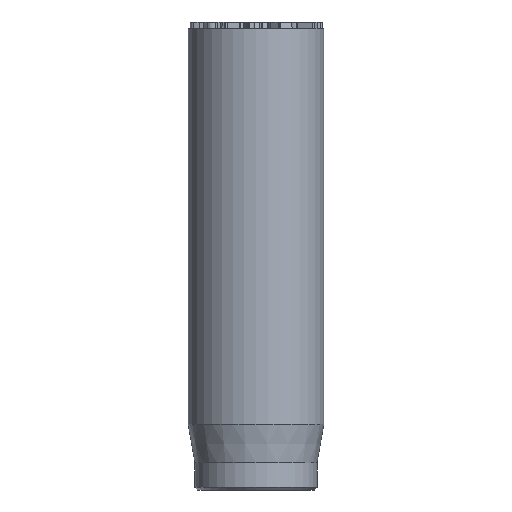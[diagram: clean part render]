
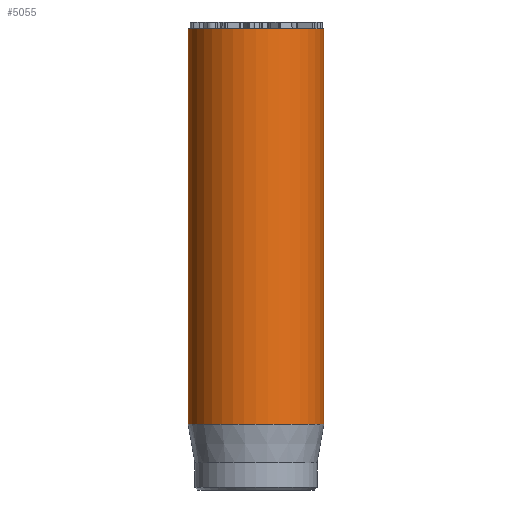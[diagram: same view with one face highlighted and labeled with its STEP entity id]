
A CAD part, front view. The second image highlights one B-rep face of the part: STEP entity #5055.
In plain terms, the highlighted cylindrical face has radius 2.5 mm (diameter 5 mm), a full revolution.
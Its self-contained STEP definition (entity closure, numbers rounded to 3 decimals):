
#32=CYLINDRICAL_SURFACE('',#5258,2.5);
#46=CIRCLE('',#5221,2.5);
#62=CIRCLE('',#5256,2.5);
#63=CIRCLE('',#5257,2.5);
#468=FACE_OUTER_BOUND('',#777,.T.);
#777=EDGE_LOOP('',(#4522,#4523,#4524,#4525,#4526));
#1154=LINE('',#9596,#1539);
#1539=VECTOR('',#5882,2.5);
#2345=VERTEX_POINT('',#9531);
#2361=VERTEX_POINT('',#9590);
#2362=VERTEX_POINT('',#9591);
#3063=EDGE_CURVE('',#2345,#2345,#46,.T.);
#3087=EDGE_CURVE('',#2361,#2362,#62,.T.);
#3088=EDGE_CURVE('',#2362,#2361,#63,.T.);
#3090=EDGE_CURVE('',#2345,#2361,#1154,.T.);
#4522=ORIENTED_EDGE('',*,*,#3063,.T.);
#4523=ORIENTED_EDGE('',*,*,#3090,.T.);
#4524=ORIENTED_EDGE('',*,*,#3087,.T.);
#4525=ORIENTED_EDGE('',*,*,#3088,.T.);
#4526=ORIENTED_EDGE('',*,*,#3090,.F.);
#5055=ADVANCED_FACE('',(#468),#32,.T.);
#5221=AXIS2_PLACEMENT_3D('',#9532,#5797,#5798);
#5256=AXIS2_PLACEMENT_3D('',#9592,#5875,#5876);
#5257=AXIS2_PLACEMENT_3D('',#9593,#5877,#5878);
#5258=AXIS2_PLACEMENT_3D('',#9595,#5880,#5881);
#5797=DIRECTION('center_axis',(0.,0.,-1.));
#5798=DIRECTION('ref_axis',(-1.,0.,0.));
#5875=DIRECTION('center_axis',(0.,0.,1.));
#5876=DIRECTION('ref_axis',(-1.,0.,0.));
#5877=DIRECTION('center_axis',(0.,0.,1.));
#5878=DIRECTION('ref_axis',(-1.,0.,0.));
#5880=DIRECTION('center_axis',(0.,0.,1.));
#5881=DIRECTION('ref_axis',(-1.,0.,0.));
#5882=DIRECTION('',(0.,0.,-1.));
#9531=CARTESIAN_POINT('',(2.5,0.,17.));
#9532=CARTESIAN_POINT('Origin',(0.,0.,17.));
#9590=CARTESIAN_POINT('',(2.5,0.,2.418));
#9591=CARTESIAN_POINT('',(-2.5,0.,2.418));
#9592=CARTESIAN_POINT('Origin',(0.,0.,2.418));
#9593=CARTESIAN_POINT('Origin',(0.,0.,2.418));
#9595=CARTESIAN_POINT('Origin',(0.,0.,0.));
#9596=CARTESIAN_POINT('',(2.5,0.,0.));
